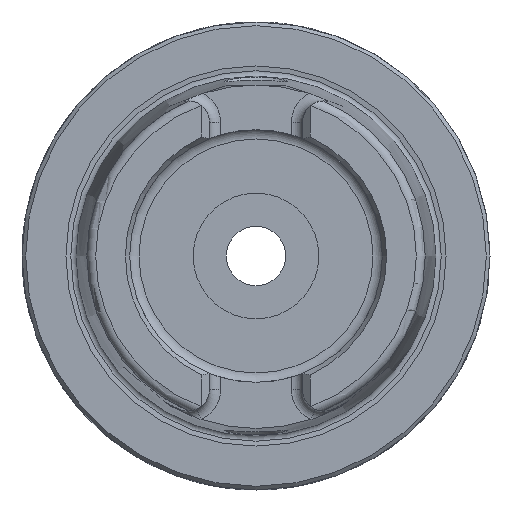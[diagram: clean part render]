
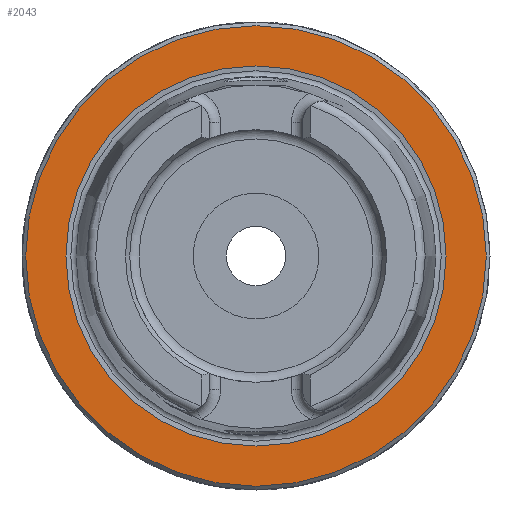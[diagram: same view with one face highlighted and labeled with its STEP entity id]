
A CAD part, left-side view. The second image highlights one B-rep face of the part: STEP entity #2043.
In plain terms, the highlighted planar face has unit normal (-1, 0, 0).
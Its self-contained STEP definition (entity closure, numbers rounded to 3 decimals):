
#107=FACE_BOUND('',#445,.T.);
#149=PLANE('',#2307);
#318=FACE_OUTER_BOUND('',#444,.T.);
#444=EDGE_LOOP('',(#1896));
#445=EDGE_LOOP('',(#1897));
#780=CIRCLE('',#2306,25.588);
#781=CIRCLE('',#2308,31.);
#982=VERTEX_POINT('',#4351);
#983=VERTEX_POINT('',#4355);
#1288=EDGE_CURVE('',#982,#982,#780,.T.);
#1289=EDGE_CURVE('',#983,#983,#781,.T.);
#1896=ORIENTED_EDGE('',*,*,#1289,.F.);
#1897=ORIENTED_EDGE('',*,*,#1288,.T.);
#2043=ADVANCED_FACE('',(#318,#107),#149,.T.);
#2306=AXIS2_PLACEMENT_3D('',#4353,#2892,#2893);
#2307=AXIS2_PLACEMENT_3D('',#4354,#2894,#2895);
#2308=AXIS2_PLACEMENT_3D('',#4356,#2896,#2897);
#2892=DIRECTION('center_axis',(1.,0.,0.));
#2893=DIRECTION('ref_axis',(0.,0.,-1.));
#2894=DIRECTION('center_axis',(-1.,0.,0.));
#2895=DIRECTION('ref_axis',(0.,0.,1.));
#2896=DIRECTION('center_axis',(1.,0.,0.));
#2897=DIRECTION('ref_axis',(0.,0.,-1.));
#4351=CARTESIAN_POINT('',(0.,-25.588,0.));
#4353=CARTESIAN_POINT('Origin',(0.,0.,0.));
#4354=CARTESIAN_POINT('Origin',(0.,31.,0.));
#4355=CARTESIAN_POINT('',(0.,-31.,0.));
#4356=CARTESIAN_POINT('Origin',(0.,0.,0.));
